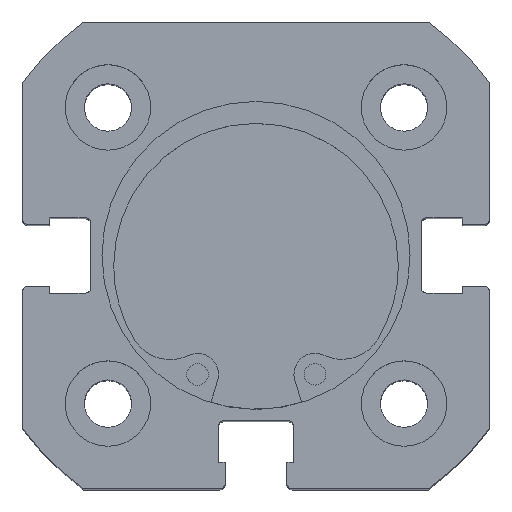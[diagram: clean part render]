
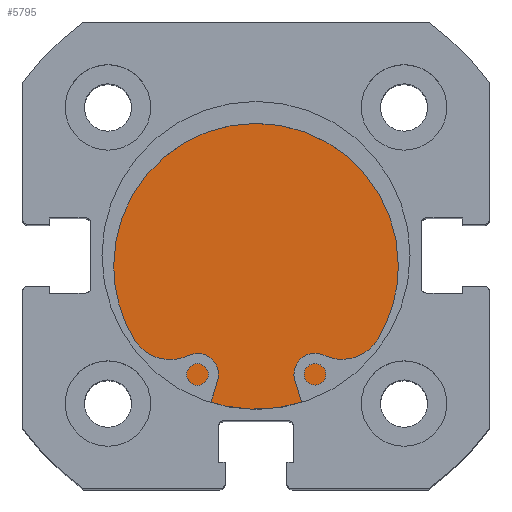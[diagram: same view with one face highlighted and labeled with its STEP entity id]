
A CAD part, top view. The second image highlights one B-rep face of the part: STEP entity #5795.
In plain terms, the highlighted face is planar.
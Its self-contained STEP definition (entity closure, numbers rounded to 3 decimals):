
#744 = EDGE_CURVE ( 'NONE', #3735, #3532, #1864, .T. ) ;
#760 = EDGE_CURVE ( 'NONE', #3532, #3735, #1887, .T. ) ;
#1063 = AXIS2_PLACEMENT_3D ( 'NONE', #3200, #3196, #3195 ) ;
#1072 = AXIS2_PLACEMENT_3D ( 'NONE', #3055, #3031, #3028 ) ;
#1354 = AXIS2_PLACEMENT_3D ( 'NONE', #4520, #4523, #4524 ) ;
#1864 = CIRCLE ( 'NONE', #1063, 13.5 ) ;
#1887 = CIRCLE ( 'NONE', #1072, 13.5 ) ;
#2629 = CARTESIAN_POINT ( 'NONE',  ( 6., 0., -13.5 ) ) ;
#2874 = CARTESIAN_POINT ( 'NONE',  ( 6., 0., 13.5 ) ) ;
#3028 = DIRECTION ( 'NONE',  ( 0., 0., 1. ) ) ;
#3031 = DIRECTION ( 'NONE',  ( -1., 0., 0. ) ) ;
#3055 = CARTESIAN_POINT ( 'NONE',  ( 6., 0., 0. ) ) ;
#3195 = DIRECTION ( 'NONE',  ( 0., 0., 1. ) ) ;
#3196 = DIRECTION ( 'NONE',  ( -1., 0., 0. ) ) ;
#3200 = CARTESIAN_POINT ( 'NONE',  ( 6., 0., 0. ) ) ;
#3532 = VERTEX_POINT ( 'NONE', #2874 ) ;
#3735 = VERTEX_POINT ( 'NONE', #2629 ) ;
#4520 = CARTESIAN_POINT ( 'NONE',  ( 6., 13.5, 0. ) ) ;
#4521 = PLANE ( 'NONE',  #1354 ) ;
#4523 = DIRECTION ( 'NONE',  ( -1., 0., 0. ) ) ;
#4524 = DIRECTION ( 'NONE',  ( 0., 0., 1. ) ) ;
#4801 = FACE_OUTER_BOUND ( 'NONE', #5428, .T. ) ;
#5060 = ORIENTED_EDGE ( 'NONE', *, *, #744, .F. ) ;
#5121 = ORIENTED_EDGE ( 'NONE', *, *, #760, .F. ) ;
#5428 = EDGE_LOOP ( 'NONE', ( #5121, #5060 ) ) ;
#5795 = ADVANCED_FACE ( 'NONE', ( #4801 ), #4521, .F. ) ;
